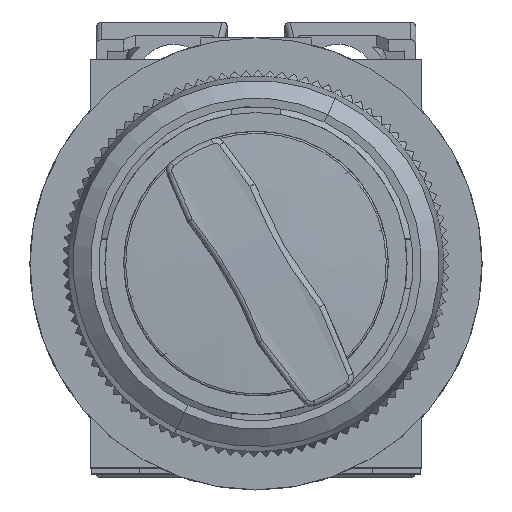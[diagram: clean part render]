
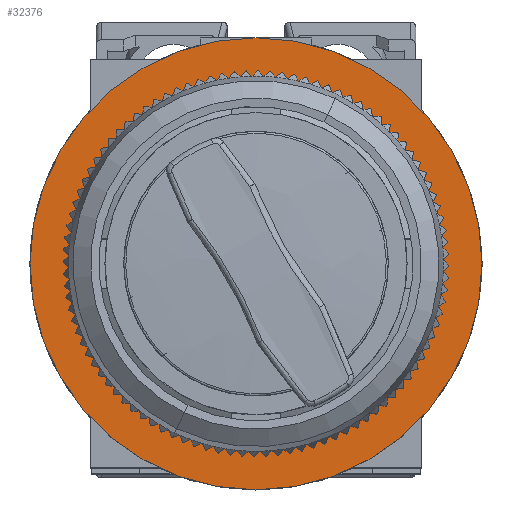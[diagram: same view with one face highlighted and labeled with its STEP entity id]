
A CAD part, top view. The second image highlights one B-rep face of the part: STEP entity #32376.
In plain terms, the highlighted planar face has unit normal (0, 0, 1).
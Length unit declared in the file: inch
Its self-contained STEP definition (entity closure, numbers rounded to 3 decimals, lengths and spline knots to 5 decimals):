
#966 = CARTESIAN_POINT ( 'NONE',  ( 0., 0., 0.23622 ) ) ;
#3576 = EDGE_CURVE ( 'NONE', #15676, #67996, #8723, .T. ) ;
#5495 = DIRECTION ( 'NONE',  ( -1., 0., 0. ) ) ;
#6090 = AXIS2_PLACEMENT_3D ( 'NONE', #74344, #101788, #46370 ) ;
#8723 = CIRCLE ( 'NONE', #95841, 0.62598 ) ;
#15676 = VERTEX_POINT ( 'NONE', #97155 ) ;
#17180 = CARTESIAN_POINT ( 'NONE',  ( -0.80709, 0., 0.23622 ) ) ;
#20881 = CARTESIAN_POINT ( 'NONE',  ( 0., 0., 0.23622 ) ) ;
#26389 = ORIENTED_EDGE ( 'NONE', *, *, #106460, .T. ) ;
#26931 = EDGE_LOOP ( 'NONE', ( #43525, #26389 ) ) ;
#28568 = CARTESIAN_POINT ( 'NONE',  ( 0.80709, 0., 0.23622 ) ) ;
#32376 = ADVANCED_FACE ( 'NONE', ( #73873, #49198 ), #105631, .T. ) ;
#34283 = VERTEX_POINT ( 'NONE', #17180 ) ;
#38281 = DIRECTION ( 'NONE',  ( 0., 0., -1. ) ) ;
#40104 = CARTESIAN_POINT ( 'NONE',  ( 0., 0., 0.23622 ) ) ;
#42375 = CIRCLE ( 'NONE', #63863, 0.62598 ) ;
#43525 = ORIENTED_EDGE ( 'NONE', *, *, #3576, .T. ) ;
#43536 = AXIS2_PLACEMENT_3D ( 'NONE', #20881, #76412, #95390 ) ;
#46370 = DIRECTION ( 'NONE',  ( -1., 0., 0. ) ) ;
#48060 = CIRCLE ( 'NONE', #43536, 0.80709 ) ;
#49198 = FACE_OUTER_BOUND ( 'NONE', #65896, .T. ) ;
#50223 = DIRECTION ( 'NONE',  ( 1., 0., 0. ) ) ;
#58877 = ORIENTED_EDGE ( 'NONE', *, *, #65322, .T. ) ;
#59906 = CARTESIAN_POINT ( 'NONE',  ( 0.62598, 0., 0.23622 ) ) ;
#63863 = AXIS2_PLACEMENT_3D ( 'NONE', #88902, #117204, #5495 ) ;
#64255 = EDGE_CURVE ( 'NONE', #34283, #79517, #116666, .T. ) ;
#65322 = EDGE_CURVE ( 'NONE', #79517, #34283, #48060, .T. ) ;
#65896 = EDGE_LOOP ( 'NONE', ( #94963, #58877 ) ) ;
#67996 = VERTEX_POINT ( 'NONE', #59906 ) ;
#73873 = FACE_BOUND ( 'NONE', #26931, .T. ) ;
#74344 = CARTESIAN_POINT ( 'NONE',  ( 0., 0., 0.23622 ) ) ;
#76412 = DIRECTION ( 'NONE',  ( 0., 0., 1. ) ) ;
#79517 = VERTEX_POINT ( 'NONE', #28568 ) ;
#83949 = DIRECTION ( 'NONE',  ( -1., 0., 0. ) ) ;
#86253 = DIRECTION ( 'NONE',  ( 0., 0., 1. ) ) ;
#88902 = CARTESIAN_POINT ( 'NONE',  ( 0., 0., 0.23622 ) ) ;
#94963 = ORIENTED_EDGE ( 'NONE', *, *, #64255, .T. ) ;
#95390 = DIRECTION ( 'NONE',  ( -1., 0., 0. ) ) ;
#95841 = AXIS2_PLACEMENT_3D ( 'NONE', #966, #38281, #83949 ) ;
#97155 = CARTESIAN_POINT ( 'NONE',  ( -0.62598, 0., 0.23622 ) ) ;
#101788 = DIRECTION ( 'NONE',  ( 0., 0., 1. ) ) ;
#105631 = PLANE ( 'NONE',  #108454 ) ;
#106460 = EDGE_CURVE ( 'NONE', #67996, #15676, #42375, .T. ) ;
#108454 = AXIS2_PLACEMENT_3D ( 'NONE', #40104, #86253, #50223 ) ;
#116666 = CIRCLE ( 'NONE', #6090, 0.80709 ) ;
#117204 = DIRECTION ( 'NONE',  ( 0., 0., -1. ) ) ;
